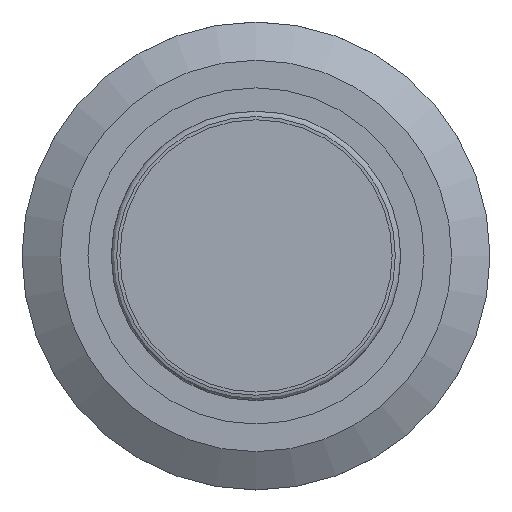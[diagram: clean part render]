
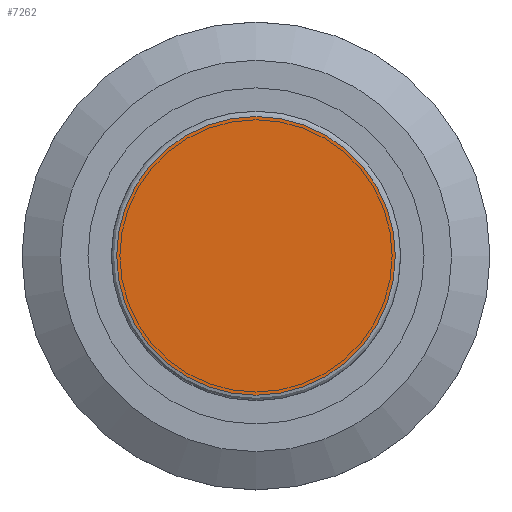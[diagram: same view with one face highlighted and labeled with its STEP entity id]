
A CAD part, top view. The second image highlights one B-rep face of the part: STEP entity #7262.
In plain terms, the highlighted planar face has unit normal (0, 0, 1).
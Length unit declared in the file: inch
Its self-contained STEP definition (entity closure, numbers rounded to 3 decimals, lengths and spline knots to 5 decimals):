
#512=CIRCLE('',#7858,0.25787);
#1012=FACE_OUTER_BOUND('',#1435,.T.);
#1435=EDGE_LOOP('',(#6070));
#3309=VERTEX_POINT('',#12374);
#4283=EDGE_CURVE('',#3309,#3309,#512,.T.);
#6070=ORIENTED_EDGE('',*,*,#4283,.F.);
#6930=PLANE('',#7857);
#7262=ADVANCED_FACE('',(#1012),#6930,.F.);
#7857=AXIS2_PLACEMENT_3D('',#12373,#9548,#9549);
#7858=AXIS2_PLACEMENT_3D('',#12375,#9550,#9551);
#9548=DIRECTION('center_axis',(0.,0.,
-1.));
#9549=DIRECTION('ref_axis',(1.,0.,0.));
#9550=DIRECTION('center_axis',(0.,0.,
-1.));
#9551=DIRECTION('ref_axis',(1.,0.,0.));
#12373=CARTESIAN_POINT('Origin',(0.,0.,
0.88583));
#12374=CARTESIAN_POINT('',(-0.25787,0.,0.88583));
#12375=CARTESIAN_POINT('Origin',(0.,0.,
0.88583));
